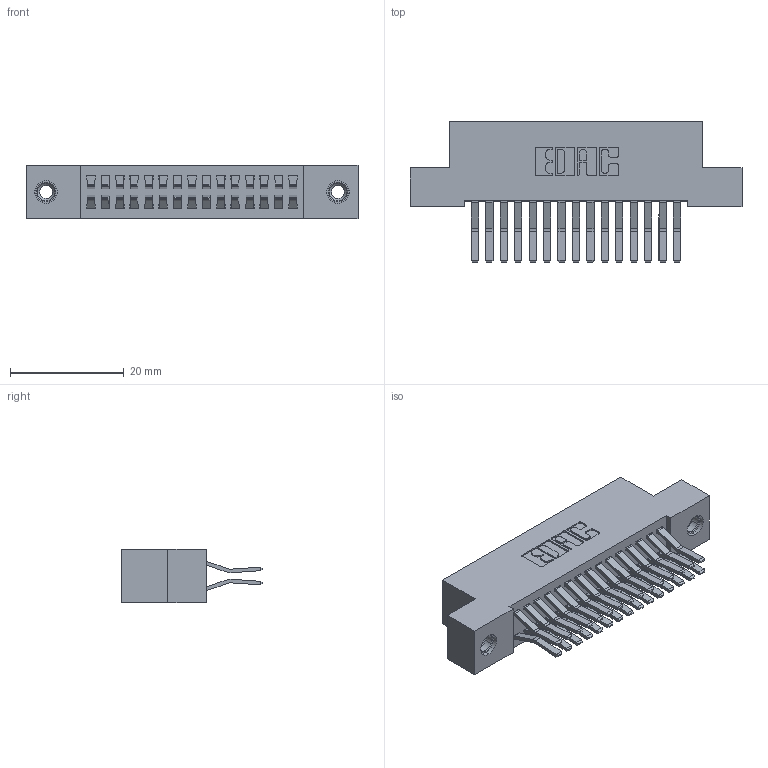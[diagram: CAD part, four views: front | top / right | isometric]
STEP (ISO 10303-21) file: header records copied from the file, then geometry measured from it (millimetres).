
FILE_DESCRIPTION (( 'STEP AP203' ), '1' );
FILE_NAME ('392-030-560-208.STEP', '2018-08-15T23:02:28', ( '' ), ( '' ), 'SwSTEP 2.0', 'SolidWorks 2016', '' );
FILE_SCHEMA (( 'CONFIG_CONTROL_DESIGN' ));
Length unit declared in the file: inch
Products named in the file (4): 342 Part_TI; 345-292-001_560 Tail; 345-250-001_345-250-003-102; 392-030-560-208
Assembly tree (33 placements, depth 2):
  392-030-560-208
    342 Part_TI
    345-292-001_560 Tail  x30
    345-250-001_345-250-003-102  x2
Bounding box: 58.42 x 24.78 x 9.4 mm (x, y, z)
Volume: 5312.5 mm3; surface area: 8464.7 mm2
Topology: 33 solids, 33 shells, 1790 faces, 5265 edges, 3462 vertices
Faces by surface type: plane 1178, cylinder 596, cone 12, torus 4
Entity records: 14284 total; most frequent: CARTESIAN_POINT 2381, ORIENTED_EDGE 2310, DIRECTION 2117, EDGE_CURVE 1155, VECTOR 1003, LINE 1003, VERTEX_POINT 764, AXIS2_PLACEMENT_3D 557
